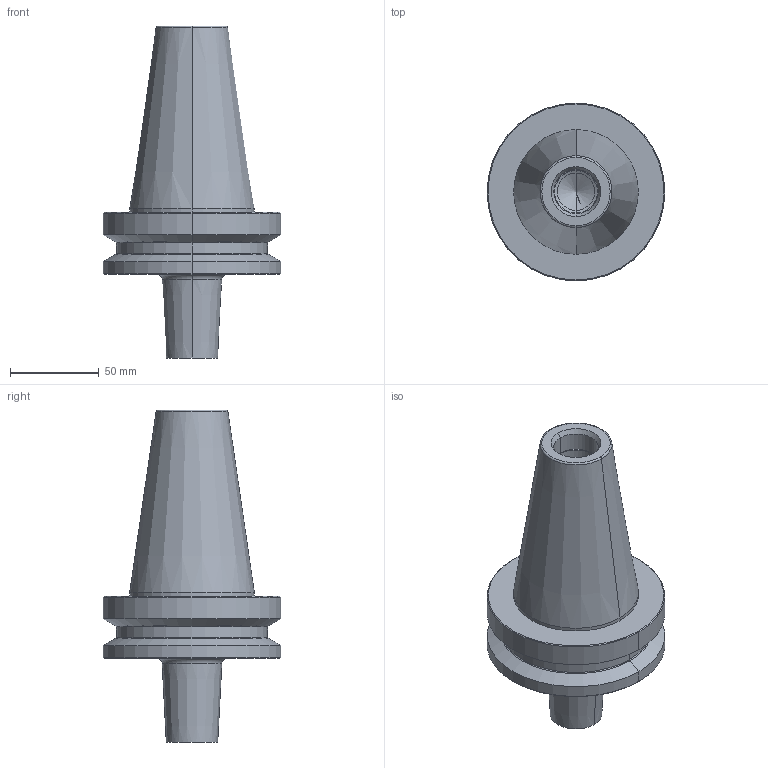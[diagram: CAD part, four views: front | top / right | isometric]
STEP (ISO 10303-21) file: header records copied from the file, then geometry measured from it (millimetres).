
FILE_DESCRIPTION(('no description'),'unknown implementation level');
FILE_NAME('solidedUl00winrbGn0zhxTjk60X9Gmw_1.STP',' ',('CIMSOURCE GmbH'),('CADClick - KiM GmbH - www.kimweb.de'),'unknown preprocess','ACIS','unknown authorization');
FILE_SCHEMA(('automotive_design'));
Length unit declared in the file: millimetre
Products named in the file (1): 1
Bounding box: 100 x 100 x 186.8 mm (x, y, z)
Volume: 513879.6 mm3; surface area: 54409 mm2
Topology: 1 solids, 1 shells, 64 faces, 130 edges, 70 vertices
Faces by surface type: cone 28, cylinder 22, torus 8, plane 6
Entity records: 3160 total; most frequent: DIRECTION 338, CARTESIAN_POINT 264, STYLED_ITEM 261, PRESENTATION_STYLE_ASSIGNMENT 261, COLOUR_RGB 261, ORIENTED_EDGE 252, AXIS2_PLACEMENT_3D 144, EDGE_CURVE 126
